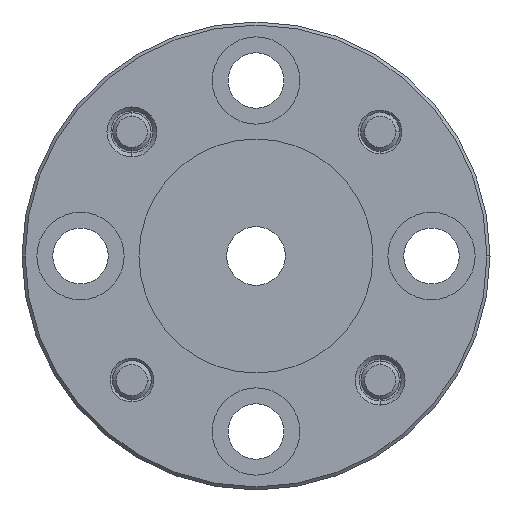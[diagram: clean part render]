
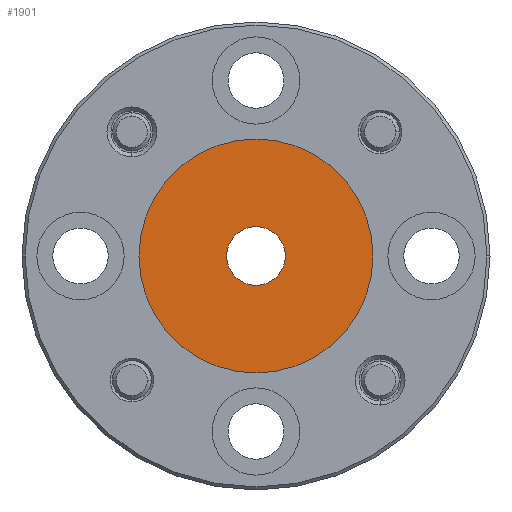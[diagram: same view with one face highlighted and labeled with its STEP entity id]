
A CAD part, left-side view. The second image highlights one B-rep face of the part: STEP entity #1901.
In plain terms, the highlighted planar face has unit normal (-1, 0, 0).
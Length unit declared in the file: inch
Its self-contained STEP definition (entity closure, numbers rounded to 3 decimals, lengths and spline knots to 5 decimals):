
#14 = CARTESIAN_POINT ( 'NONE',  ( 0., 0., 0.1875 ) ) ;
#69 = DIRECTION ( 'NONE',  ( 1., 0., 0. ) ) ;
#93 = AXIS2_PLACEMENT_3D ( 'NONE', #1639, #3455, #3758 ) ;
#147 = EDGE_CURVE ( 'NONE', #2341, #397, #2304, .T. ) ;
#226 = CARTESIAN_POINT ( 'NONE',  ( 0., 0., 0. ) ) ;
#227 = EDGE_LOOP ( 'NONE', ( #931, #402 ) ) ;
#289 = CARTESIAN_POINT ( 'NONE',  ( 0., 0., -0.1875 ) ) ;
#397 = VERTEX_POINT ( 'NONE', #3019 ) ;
#402 = ORIENTED_EDGE ( 'NONE', *, *, #971, .F. ) ;
#639 = FACE_BOUND ( 'NONE', #1782, .T. ) ;
#702 = AXIS2_PLACEMENT_3D ( 'NONE', #1377, #1957, #1949 ) ;
#836 = DIRECTION ( 'NONE',  ( 0., 0., 1. ) ) ;
#931 = ORIENTED_EDGE ( 'NONE', *, *, #3749, .F. ) ;
#971 = EDGE_CURVE ( 'NONE', #3118, #3432, #2606, .T. ) ;
#1163 = DIRECTION ( 'NONE',  ( 1., 0., 0. ) ) ;
#1357 = ORIENTED_EDGE ( 'NONE', *, *, #2053, .T. ) ;
#1377 = CARTESIAN_POINT ( 'NONE',  ( 0., 0., 0. ) ) ;
#1384 = CIRCLE ( 'NONE', #1589, 0.047 ) ;
#1442 = PLANE ( 'NONE',  #1502 ) ;
#1502 = AXIS2_PLACEMENT_3D ( 'NONE', #226, #2932, #836 ) ;
#1587 = CARTESIAN_POINT ( 'NONE',  ( 0., 0., 0. ) ) ;
#1589 = AXIS2_PLACEMENT_3D ( 'NONE', #2090, #1163, #3275 ) ;
#1639 = CARTESIAN_POINT ( 'NONE',  ( 0., 0., 0. ) ) ;
#1782 = EDGE_LOOP ( 'NONE', ( #1357, #2973 ) ) ;
#1901 = ADVANCED_FACE ( 'NONE', ( #2755, #639 ), #1442, .T. ) ;
#1949 = DIRECTION ( 'NONE',  ( 0., 0., -1. ) ) ;
#1957 = DIRECTION ( 'NONE',  ( 1., 0., 0. ) ) ;
#2053 = EDGE_CURVE ( 'NONE', #397, #2341, #1384, .T. ) ;
#2090 = CARTESIAN_POINT ( 'NONE',  ( 0., 0., 0. ) ) ;
#2304 = CIRCLE ( 'NONE', #702, 0.047 ) ;
#2341 = VERTEX_POINT ( 'NONE', #3708 ) ;
#2606 = CIRCLE ( 'NONE', #93, 0.1875 ) ;
#2755 = FACE_OUTER_BOUND ( 'NONE', #227, .T. ) ;
#2932 = DIRECTION ( 'NONE',  ( -1., 0., 0. ) ) ;
#2947 = AXIS2_PLACEMENT_3D ( 'NONE', #1587, #69, #3688 ) ;
#2973 = ORIENTED_EDGE ( 'NONE', *, *, #147, .T. ) ;
#3019 = CARTESIAN_POINT ( 'NONE',  ( 0., 0., -0.047 ) ) ;
#3118 = VERTEX_POINT ( 'NONE', #14 ) ;
#3208 = CIRCLE ( 'NONE', #2947, 0.1875 ) ;
#3275 = DIRECTION ( 'NONE',  ( 0., 0., -1. ) ) ;
#3432 = VERTEX_POINT ( 'NONE', #289 ) ;
#3455 = DIRECTION ( 'NONE',  ( 1., 0., 0. ) ) ;
#3688 = DIRECTION ( 'NONE',  ( 0., 0., -1. ) ) ;
#3708 = CARTESIAN_POINT ( 'NONE',  ( 0., 0., 0.047 ) ) ;
#3749 = EDGE_CURVE ( 'NONE', #3432, #3118, #3208, .T. ) ;
#3758 = DIRECTION ( 'NONE',  ( 0., 0., -1. ) ) ;
